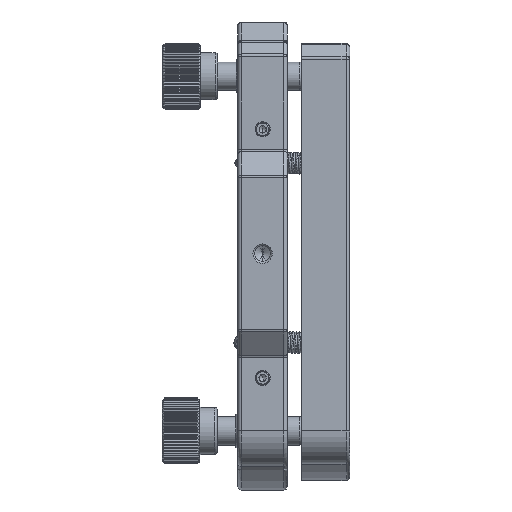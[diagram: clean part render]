
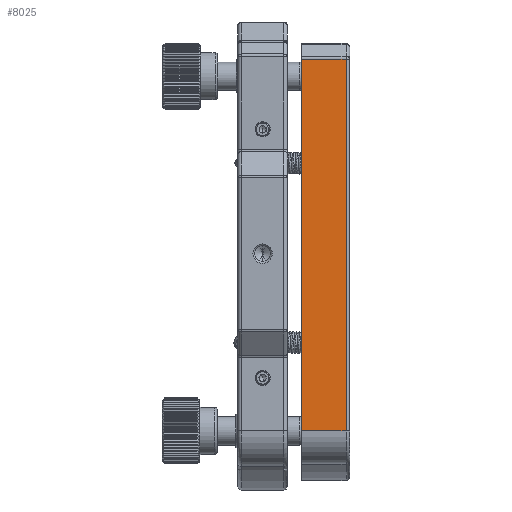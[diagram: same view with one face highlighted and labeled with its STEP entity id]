
A CAD part, left-side view. The second image highlights one B-rep face of the part: STEP entity #8025.
In plain terms, the highlighted planar face has unit normal (-1, 0, 0).
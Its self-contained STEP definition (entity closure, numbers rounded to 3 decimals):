
#2121 = PLANE ( 'NONE',  #63365 ) ;
#2472 = CARTESIAN_POINT ( 'NONE',  ( -57.221, 15.466, -35.75 ) ) ;
#2683 = ORIENTED_EDGE ( 'NONE', *, *, #14227, .T. ) ;
#6017 = DIRECTION ( 'NONE',  ( 0., -1., 0. ) ) ;
#6812 = CARTESIAN_POINT ( 'NONE',  ( -57.221, 15.466, -35.75 ) ) ;
#7893 = ORIENTED_EDGE ( 'NONE', *, *, #52919, .T. ) ;
#8025 = ADVANCED_FACE ( 'NONE', ( #8171 ), #2121, .F. ) ;
#8171 = FACE_OUTER_BOUND ( 'NONE', #49455, .T. ) ;
#12616 = CARTESIAN_POINT ( 'NONE',  ( -57.221, 6.066, -35.75 ) ) ;
#13772 = VERTEX_POINT ( 'NONE', #6812 ) ;
#14227 = EDGE_CURVE ( 'NONE', #13772, #50790, #60993, .T. ) ;
#19083 = DIRECTION ( 'NONE',  ( 0., 1., 0. ) ) ;
#24168 = VECTOR ( 'NONE', #46728, 1000. ) ;
#27714 = LINE ( 'NONE', #49482, #37976 ) ;
#29943 = DIRECTION ( 'NONE',  ( 1., 0., 0. ) ) ;
#34572 = DIRECTION ( 'NONE',  ( 0., 0., -1. ) ) ;
#37976 = VECTOR ( 'NONE', #50540, 1000. ) ;
#41531 = LINE ( 'NONE', #69031, #55302 ) ;
#42516 = CARTESIAN_POINT ( 'NONE',  ( -57.221, 15.466, 42.919 ) ) ;
#42746 = VERTEX_POINT ( 'NONE', #42516 ) ;
#46383 = LINE ( 'NONE', #52100, #24168 ) ;
#46728 = DIRECTION ( 'NONE',  ( 0., 0., 1. ) ) ;
#49455 = EDGE_LOOP ( 'NONE', ( #51329, #7893, #60276, #2683 ) ) ;
#49482 = CARTESIAN_POINT ( 'NONE',  ( -57.221, 6.066, -35.75 ) ) ;
#50538 = CARTESIAN_POINT ( 'NONE',  ( -57.221, 6.066, 42.919 ) ) ;
#50540 = DIRECTION ( 'NONE',  ( 0., 0., 1. ) ) ;
#50790 = VERTEX_POINT ( 'NONE', #12616 ) ;
#51329 = ORIENTED_EDGE ( 'NONE', *, *, #59945, .T. ) ;
#52100 = CARTESIAN_POINT ( 'NONE',  ( -57.221, 15.466, -35.75 ) ) ;
#52919 = EDGE_CURVE ( 'NONE', #54388, #42746, #41531, .T. ) ;
#54388 = VERTEX_POINT ( 'NONE', #50538 ) ;
#55302 = VECTOR ( 'NONE', #19083, 1000. ) ;
#57820 = EDGE_CURVE ( 'NONE', #13772, #42746, #46383, .T. ) ;
#58005 = VECTOR ( 'NONE', #6017, 1000. ) ;
#59945 = EDGE_CURVE ( 'NONE', #50790, #54388, #27714, .T. ) ;
#60276 = ORIENTED_EDGE ( 'NONE', *, *, #57820, .F. ) ;
#60993 = LINE ( 'NONE', #70621, #58005 ) ;
#63365 = AXIS2_PLACEMENT_3D ( 'NONE', #2472, #29943, #34572 ) ;
#69031 = CARTESIAN_POINT ( 'NONE',  ( -57.221, 15.466, 42.919 ) ) ;
#70621 = CARTESIAN_POINT ( 'NONE',  ( -57.221, 15.466, -35.75 ) ) ;
